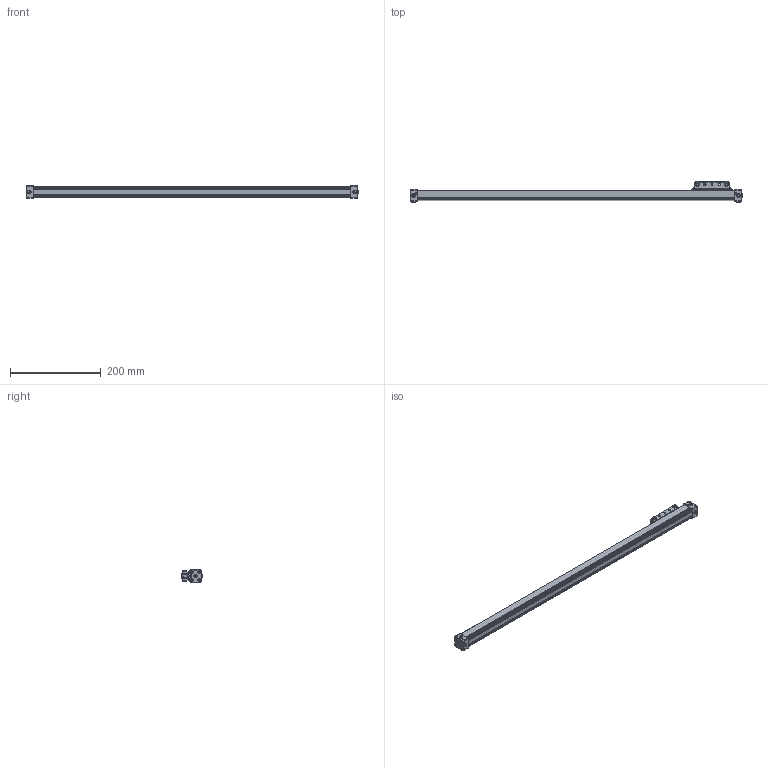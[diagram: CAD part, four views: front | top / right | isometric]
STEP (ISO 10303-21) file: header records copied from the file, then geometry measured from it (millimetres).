
FILE_DESCRIPTION (( 'STEP AP203' ), '1' );
FILE_NAME ('L16M0600MD-MC.step', '2019-11-14T13:16:40', ( '' ), ( '' ), 'SwSTEP 2.0', 'SolidWorks 2019', '' );
FILE_SCHEMA (( 'CONFIG_CONTROL_DESIGN' ));
Length unit declared in the file: millimetre
Products named in the file (3): L16M0600MD-MC; L16M0600MD-MC_PISTON; L16M0600MD-MC_BODY
Assembly tree (2 placements, depth 2):
  L16M0600MD-MC
    L16M0600MD-MC_BODY
    L16M0600MD-MC_PISTON
Bounding box: 732.15 x 44.57 x 27 mm (x, y, z)
Volume: 290406.3 mm3; surface area: 150390.9 mm2
Topology: 13 solids, 13 shells, 827 faces, 2122 edges, 1344 vertices
Faces by surface type: plane 435, cylinder 284, cone 92, bspline 16
Entity records: 25359 total; most frequent: CARTESIAN_POINT 4590, DIRECTION 4422, ORIENTED_EDGE 4180, EDGE_CURVE 2090, AXIS2_PLACEMENT_3D 1544, VERTEX_POINT 1344, LINE 1334, VECTOR 1334
